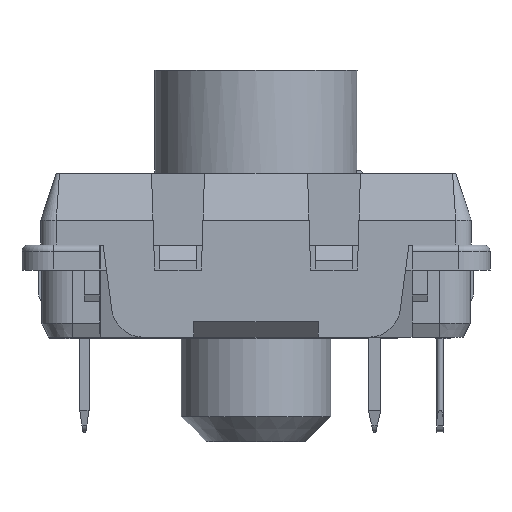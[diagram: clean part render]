
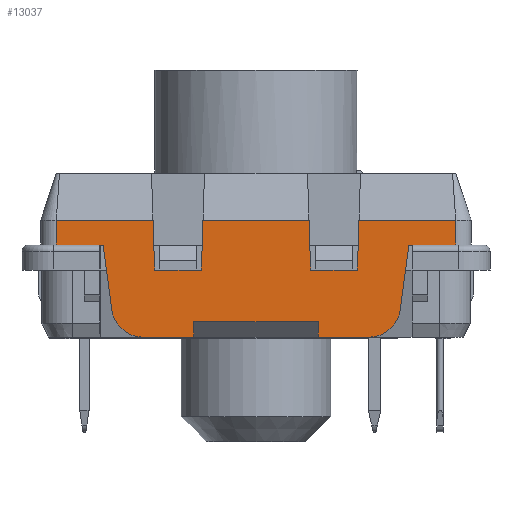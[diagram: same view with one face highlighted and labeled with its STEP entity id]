
A CAD part, left-side view. The second image highlights one B-rep face of the part: STEP entity #13037.
In plain terms, the highlighted planar face has unit normal (-1, 0, 0).
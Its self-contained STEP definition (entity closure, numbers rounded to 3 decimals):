
#10347 = VERTEX_POINT('',#10348);
#10348 = CARTESIAN_POINT('',(-6.9,6.4,0.));
#10355 = EDGE_CURVE('',#10347,#10356,#10358,.T.);
#10356 = VERTEX_POINT('',#10357);
#10357 = CARTESIAN_POINT('',(-6.9,4.9,0.));
#10358 = LINE('',#10359,#10360);
#10359 = CARTESIAN_POINT('',(-6.9,3.217,0.));
#10360 = VECTOR('',#10361,1.);
#10361 = DIRECTION('',(0.,-1.,0.));
#10412 = VERTEX_POINT('',#10413);
#10413 = CARTESIAN_POINT('',(-6.9,-4.9,0.));
#10419 = EDGE_CURVE('',#10412,#10420,#10422,.T.);
#10420 = VERTEX_POINT('',#10421);
#10421 = CARTESIAN_POINT('',(-6.9,-6.4,0.));
#10422 = LINE('',#10423,#10424);
#10423 = CARTESIAN_POINT('',(-6.9,3.217,0.));
#10424 = VECTOR('',#10425,1.);
#10425 = DIRECTION('',(0.,-1.,0.));
#13016 = EDGE_CURVE('',#10347,#13017,#13019,.T.);
#13017 = VERTEX_POINT('',#13018);
#13018 = CARTESIAN_POINT('',(-6.9,6.4,0.8));
#13019 = LINE('',#13020,#13021);
#13020 = CARTESIAN_POINT('',(-6.9,6.4,-2.95));
#13021 = VECTOR('',#13022,1.);
#13022 = DIRECTION('',(0.,0.,1.));
#13037 = ADVANCED_FACE('',(#13038),#13193,.F.);
#13038 = FACE_BOUND('',#13039,.F.);
#13039 = EDGE_LOOP('',(#13040,#13041,#13042,#13050,#13058,#13066,#13074,
    #13082,#13090,#13098,#13106,#13114,#13120,#13121,#13129,#13138,
    #13146,#13154,#13162,#13170,#13178,#13187));
#13040 = ORIENTED_EDGE('',*,*,#10355,.F.);
#13041 = ORIENTED_EDGE('',*,*,#13016,.T.);
#13042 = ORIENTED_EDGE('',*,*,#13043,.T.);
#13043 = EDGE_CURVE('',#13017,#13044,#13046,.T.);
#13044 = VERTEX_POINT('',#13045);
#13045 = CARTESIAN_POINT('',(-6.9,3.302,0.8));
#13046 = LINE('',#13047,#13048);
#13047 = CARTESIAN_POINT('',(-6.9,6.4,0.8));
#13048 = VECTOR('',#13049,1.);
#13049 = DIRECTION('',(0.,-1.,0.));
#13050 = ORIENTED_EDGE('',*,*,#13051,.F.);
#13051 = EDGE_CURVE('',#13052,#13044,#13054,.T.);
#13052 = VERTEX_POINT('',#13053);
#13053 = CARTESIAN_POINT('',(-6.9,3.25,-0.8));
#13054 = LINE('',#13055,#13056);
#13055 = CARTESIAN_POINT('',(-6.9,3.217,-1.823));
#13056 = VECTOR('',#13057,1.);
#13057 = DIRECTION('',(0.,0.032,0.999));
#13058 = ORIENTED_EDGE('',*,*,#13059,.F.);
#13059 = EDGE_CURVE('',#13060,#13052,#13062,.T.);
#13060 = VERTEX_POINT('',#13061);
#13061 = CARTESIAN_POINT('',(-6.9,1.75,-0.8));
#13062 = LINE('',#13063,#13064);
#13063 = CARTESIAN_POINT('',(-6.9,4.075,-0.8));
#13064 = VECTOR('',#13065,1.);
#13065 = DIRECTION('',(0.,1.,0.));
#13066 = ORIENTED_EDGE('',*,*,#13067,.F.);
#13067 = EDGE_CURVE('',#13068,#13060,#13070,.T.);
#13068 = VERTEX_POINT('',#13069);
#13069 = CARTESIAN_POINT('',(-6.9,1.698,0.8));
#13070 = LINE('',#13071,#13072);
#13071 = CARTESIAN_POINT('',(-6.9,1.737,-0.399));
#13072 = VECTOR('',#13073,1.);
#13073 = DIRECTION('',(0.,0.032,-0.999));
#13074 = ORIENTED_EDGE('',*,*,#13075,.T.);
#13075 = EDGE_CURVE('',#13068,#13076,#13078,.T.);
#13076 = VERTEX_POINT('',#13077);
#13077 = CARTESIAN_POINT('',(-6.9,-1.698,0.8));
#13078 = LINE('',#13079,#13080);
#13079 = CARTESIAN_POINT('',(-6.9,6.4,0.8));
#13080 = VECTOR('',#13081,1.);
#13081 = DIRECTION('',(0.,-1.,0.));
#13082 = ORIENTED_EDGE('',*,*,#13083,.T.);
#13083 = EDGE_CURVE('',#13076,#13084,#13086,.T.);
#13084 = VERTEX_POINT('',#13085);
#13085 = CARTESIAN_POINT('',(-6.9,-1.75,-0.8));
#13086 = LINE('',#13087,#13088);
#13087 = CARTESIAN_POINT('',(-6.9,-1.73,-0.193));
#13088 = VECTOR('',#13089,1.);
#13089 = DIRECTION('',(0.,-0.032,-0.999));
#13090 = ORIENTED_EDGE('',*,*,#13091,.T.);
#13091 = EDGE_CURVE('',#13084,#13092,#13094,.T.);
#13092 = VERTEX_POINT('',#13093);
#13093 = CARTESIAN_POINT('',(-6.9,-3.25,-0.8));
#13094 = LINE('',#13095,#13096);
#13095 = CARTESIAN_POINT('',(-6.9,2.325,-0.8));
#13096 = VECTOR('',#13097,1.);
#13097 = DIRECTION('',(0.,-1.,0.));
#13098 = ORIENTED_EDGE('',*,*,#13099,.T.);
#13099 = EDGE_CURVE('',#13092,#13100,#13102,.T.);
#13100 = VERTEX_POINT('',#13101);
#13101 = CARTESIAN_POINT('',(-6.9,-3.302,0.8));
#13102 = LINE('',#13103,#13104);
#13103 = CARTESIAN_POINT('',(-6.9,-3.21,-2.029));
#13104 = VECTOR('',#13105,1.);
#13105 = DIRECTION('',(0.,-0.032,0.999));
#13106 = ORIENTED_EDGE('',*,*,#13107,.T.);
#13107 = EDGE_CURVE('',#13100,#13108,#13110,.T.);
#13108 = VERTEX_POINT('',#13109);
#13109 = CARTESIAN_POINT('',(-6.9,-6.4,0.8));
#13110 = LINE('',#13111,#13112);
#13111 = CARTESIAN_POINT('',(-6.9,6.4,0.8));
#13112 = VECTOR('',#13113,1.);
#13113 = DIRECTION('',(0.,-1.,0.));
#13114 = ORIENTED_EDGE('',*,*,#13115,.F.);
#13115 = EDGE_CURVE('',#10420,#13108,#13116,.T.);
#13116 = LINE('',#13117,#13118);
#13117 = CARTESIAN_POINT('',(-6.9,-6.4,-2.95));
#13118 = VECTOR('',#13119,1.);
#13119 = DIRECTION('',(0.,0.,1.));
#13120 = ORIENTED_EDGE('',*,*,#10419,.F.);
#13121 = ORIENTED_EDGE('',*,*,#13122,.F.);
#13122 = EDGE_CURVE('',#13123,#10412,#13125,.T.);
#13123 = VERTEX_POINT('',#13124);
#13124 = CARTESIAN_POINT('',(-6.9,-4.617,-2.084));
#13125 = LINE('',#13126,#13127);
#13126 = CARTESIAN_POINT('',(-6.9,-4.46,-3.243));
#13127 = VECTOR('',#13128,1.);
#13128 = DIRECTION('',(0.,-0.134,0.991));
#13129 = ORIENTED_EDGE('',*,*,#13130,.T.);
#13130 = EDGE_CURVE('',#13123,#13131,#13133,.T.);
#13131 = VERTEX_POINT('',#13132);
#13132 = CARTESIAN_POINT('',(-6.9,-3.626,-2.95));
#13133 = CIRCLE('',#13134,1.);
#13134 = AXIS2_PLACEMENT_3D('',#13135,#13136,#13137);
#13135 = CARTESIAN_POINT('',(-6.9,-3.626,-1.95));
#13136 = DIRECTION('',(1.,0.,0.));
#13137 = DIRECTION('',(-0.,1.,0.));
#13138 = ORIENTED_EDGE('',*,*,#13139,.F.);
#13139 = EDGE_CURVE('',#13140,#13131,#13142,.T.);
#13140 = VERTEX_POINT('',#13141);
#13141 = CARTESIAN_POINT('',(-6.9,-2.,-2.95));
#13142 = LINE('',#13143,#13144);
#13143 = CARTESIAN_POINT('',(-6.9,6.4,-2.95));
#13144 = VECTOR('',#13145,1.);
#13145 = DIRECTION('',(0.,-1.,0.));
#13146 = ORIENTED_EDGE('',*,*,#13147,.F.);
#13147 = EDGE_CURVE('',#13148,#13140,#13150,.T.);
#13148 = VERTEX_POINT('',#13149);
#13149 = CARTESIAN_POINT('',(-6.9,-2.,-2.45));
#13150 = LINE('',#13151,#13152);
#13151 = CARTESIAN_POINT('',(-6.9,-2.,-2.45));
#13152 = VECTOR('',#13153,1.);
#13153 = DIRECTION('',(0.,0.,-1.));
#13154 = ORIENTED_EDGE('',*,*,#13155,.F.);
#13155 = EDGE_CURVE('',#13156,#13148,#13158,.T.);
#13156 = VERTEX_POINT('',#13157);
#13157 = CARTESIAN_POINT('',(-6.9,2.,-2.45));
#13158 = LINE('',#13159,#13160);
#13159 = CARTESIAN_POINT('',(-6.9,2.,-2.45));
#13160 = VECTOR('',#13161,1.);
#13161 = DIRECTION('',(0.,-1.,0.));
#13162 = ORIENTED_EDGE('',*,*,#13163,.T.);
#13163 = EDGE_CURVE('',#13156,#13164,#13166,.T.);
#13164 = VERTEX_POINT('',#13165);
#13165 = CARTESIAN_POINT('',(-6.9,2.,-2.95));
#13166 = LINE('',#13167,#13168);
#13167 = CARTESIAN_POINT('',(-6.9,2.,-2.45));
#13168 = VECTOR('',#13169,1.);
#13169 = DIRECTION('',(0.,0.,-1.));
#13170 = ORIENTED_EDGE('',*,*,#13171,.F.);
#13171 = EDGE_CURVE('',#13172,#13164,#13174,.T.);
#13172 = VERTEX_POINT('',#13173);
#13173 = CARTESIAN_POINT('',(-6.9,3.626,-2.95));
#13174 = LINE('',#13175,#13176);
#13175 = CARTESIAN_POINT('',(-6.9,6.4,-2.95));
#13176 = VECTOR('',#13177,1.);
#13177 = DIRECTION('',(0.,-1.,0.));
#13178 = ORIENTED_EDGE('',*,*,#13179,.T.);
#13179 = EDGE_CURVE('',#13172,#13180,#13182,.T.);
#13180 = VERTEX_POINT('',#13181);
#13181 = CARTESIAN_POINT('',(-6.9,4.617,-2.084));
#13182 = CIRCLE('',#13183,1.);
#13183 = AXIS2_PLACEMENT_3D('',#13184,#13185,#13186);
#13184 = CARTESIAN_POINT('',(-6.9,3.626,-1.95));
#13185 = DIRECTION('',(1.,0.,0.));
#13186 = DIRECTION('',(-0.,1.,0.));
#13187 = ORIENTED_EDGE('',*,*,#13188,.F.);
#13188 = EDGE_CURVE('',#10356,#13180,#13189,.T.);
#13189 = LINE('',#13190,#13191);
#13190 = CARTESIAN_POINT('',(-6.9,4.717,-1.349));
#13191 = VECTOR('',#13192,1.);
#13192 = DIRECTION('',(0.,-0.134,-0.991));
#13193 = PLANE('',#13194);
#13194 = AXIS2_PLACEMENT_3D('',#13195,#13196,#13197);
#13195 = CARTESIAN_POINT('',(-6.9,6.4,-2.95));
#13196 = DIRECTION('',(1.,0.,0.));
#13197 = DIRECTION('',(0.,-1.,0.));
